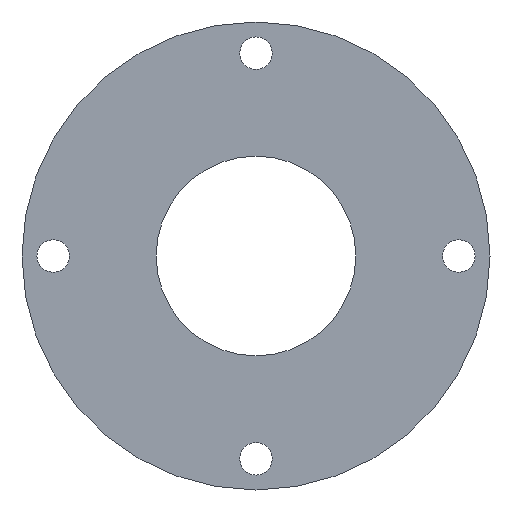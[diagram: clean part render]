
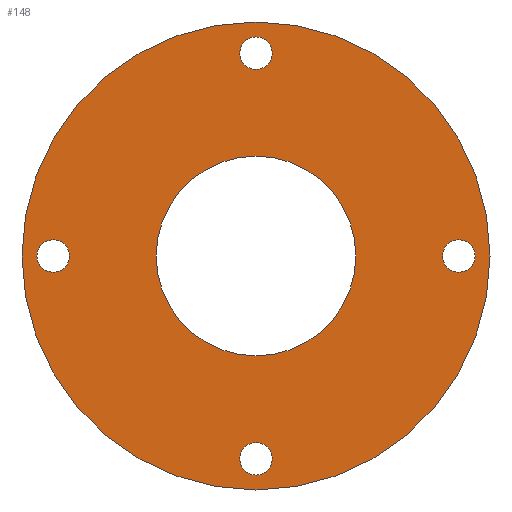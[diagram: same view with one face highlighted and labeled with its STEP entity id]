
A CAD part, left-side view. The second image highlights one B-rep face of the part: STEP entity #148.
In plain terms, the highlighted planar face has unit normal (-1, 0, 0).
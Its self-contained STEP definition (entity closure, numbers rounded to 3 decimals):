
#10 = DIRECTION ( 'NONE',  ( -1., 0., 0. ) ) ;
#12 = CARTESIAN_POINT ( 'NONE',  ( 0., 32.5, -2.6 ) ) ;
#15 = AXIS2_PLACEMENT_3D ( 'NONE', #360, #98, #248 ) ;
#19 = EDGE_CURVE ( 'NONE', #434, #399, #616, .T. ) ;
#26 = DIRECTION ( 'NONE',  ( -1., 0., 0. ) ) ;
#37 = FACE_OUTER_BOUND ( 'NONE', #491, .T. ) ;
#51 = CIRCLE ( 'NONE', #348, 2.6 ) ;
#54 = VERTEX_POINT ( 'NONE', #12 ) ;
#57 = CARTESIAN_POINT ( 'NONE',  ( 0., -32.5, -2.6 ) ) ;
#61 = AXIS2_PLACEMENT_3D ( 'NONE', #547, #342, #596 ) ;
#67 = DIRECTION ( 'NONE',  ( 0., 0., 1. ) ) ;
#68 = VERTEX_POINT ( 'NONE', #57 ) ;
#72 = VERTEX_POINT ( 'NONE', #376 ) ;
#90 = VERTEX_POINT ( 'NONE', #112 ) ;
#94 = EDGE_LOOP ( 'NONE', ( #301, #242 ) ) ;
#98 = DIRECTION ( 'NONE',  ( -1., 0., 0. ) ) ;
#99 = FACE_BOUND ( 'NONE', #321, .T. ) ;
#104 = ORIENTED_EDGE ( 'NONE', *, *, #634, .F. ) ;
#112 = CARTESIAN_POINT ( 'NONE',  ( 0., 0., 16. ) ) ;
#115 = AXIS2_PLACEMENT_3D ( 'NONE', #633, #10, #370 ) ;
#120 = EDGE_CURVE ( 'NONE', #409, #72, #478, .T. ) ;
#121 = CARTESIAN_POINT ( 'NONE',  ( 0., 32.5, 0. ) ) ;
#128 = CARTESIAN_POINT ( 'NONE',  ( 0., 0., 0. ) ) ;
#132 = CARTESIAN_POINT ( 'NONE',  ( 0., 0., -32.5 ) ) ;
#138 = DIRECTION ( 'NONE',  ( 0., 0., 1. ) ) ;
#139 = CIRCLE ( 'NONE', #303, 16. ) ;
#140 = AXIS2_PLACEMENT_3D ( 'NONE', #394, #460, #138 ) ;
#148 = ADVANCED_FACE ( 'NONE', ( #470, #37, #213, #667, #425, #99 ), #222, .F. ) ;
#149 = EDGE_CURVE ( 'NONE', #530, #54, #351, .T. ) ;
#160 = EDGE_LOOP ( 'NONE', ( #556, #393 ) ) ;
#165 = ORIENTED_EDGE ( 'NONE', *, *, #527, .F. ) ;
#171 = EDGE_CURVE ( 'NONE', #54, #530, #51, .T. ) ;
#172 = VERTEX_POINT ( 'NONE', #495 ) ;
#178 = CARTESIAN_POINT ( 'NONE',  ( 0., 0., -37.5 ) ) ;
#181 = DIRECTION ( 'NONE',  ( 0., 0., 1. ) ) ;
#184 = DIRECTION ( 'NONE',  ( 0., 0., 1. ) ) ;
#188 = DIRECTION ( 'NONE',  ( -1., 0., 0. ) ) ;
#189 = EDGE_CURVE ( 'NONE', #172, #459, #661, .T. ) ;
#195 = EDGE_CURVE ( 'NONE', #459, #172, #512, .T. ) ;
#207 = DIRECTION ( 'NONE',  ( 0., 0., 1. ) ) ;
#213 = FACE_BOUND ( 'NONE', #624, .T. ) ;
#218 = CIRCLE ( 'NONE', #315, 2.6 ) ;
#222 = PLANE ( 'NONE',  #570 ) ;
#230 = DIRECTION ( 'NONE',  ( -1., 0., 0. ) ) ;
#232 = CARTESIAN_POINT ( 'NONE',  ( 0., 0., 32.5 ) ) ;
#242 = ORIENTED_EDGE ( 'NONE', *, *, #195, .F. ) ;
#248 = DIRECTION ( 'NONE',  ( 0., 0., 1. ) ) ;
#253 = CARTESIAN_POINT ( 'NONE',  ( 0., 32.5, 2.6 ) ) ;
#257 = CARTESIAN_POINT ( 'NONE',  ( 0., 0., 0. ) ) ;
#261 = DIRECTION ( 'NONE',  ( -1., 0., 0. ) ) ;
#281 = AXIS2_PLACEMENT_3D ( 'NONE', #232, #188, #184 ) ;
#282 = DIRECTION ( 'NONE',  ( 0., 0., -1. ) ) ;
#300 = AXIS2_PLACEMENT_3D ( 'NONE', #128, #230, #451 ) ;
#301 = ORIENTED_EDGE ( 'NONE', *, *, #189, .F. ) ;
#303 = AXIS2_PLACEMENT_3D ( 'NONE', #257, #628, #207 ) ;
#307 = AXIS2_PLACEMENT_3D ( 'NONE', #585, #261, #590 ) ;
#314 = CIRCLE ( 'NONE', #15, 2.6 ) ;
#315 = AXIS2_PLACEMENT_3D ( 'NONE', #525, #419, #424 ) ;
#321 = EDGE_LOOP ( 'NONE', ( #421, #165 ) ) ;
#329 = DIRECTION ( 'NONE',  ( 0., 0., 1. ) ) ;
#336 = EDGE_CURVE ( 'NONE', #538, #90, #588, .T. ) ;
#337 = CARTESIAN_POINT ( 'NONE',  ( 0., 0., 29.9 ) ) ;
#341 = ORIENTED_EDGE ( 'NONE', *, *, #515, .T. ) ;
#342 = DIRECTION ( 'NONE',  ( -1., 0., 0. ) ) ;
#348 = AXIS2_PLACEMENT_3D ( 'NONE', #121, #387, #329 ) ;
#351 = CIRCLE ( 'NONE', #61, 2.6 ) ;
#360 = CARTESIAN_POINT ( 'NONE',  ( 0., -32.5, 0. ) ) ;
#365 = CIRCLE ( 'NONE', #510, 2.6 ) ;
#370 = DIRECTION ( 'NONE',  ( 0., 0., 1. ) ) ;
#376 = CARTESIAN_POINT ( 'NONE',  ( 0., 0., 37.5 ) ) ;
#387 = DIRECTION ( 'NONE',  ( -1., 0., 0. ) ) ;
#393 = ORIENTED_EDGE ( 'NONE', *, *, #171, .F. ) ;
#394 = CARTESIAN_POINT ( 'NONE',  ( 0., 0., 32.5 ) ) ;
#399 = VERTEX_POINT ( 'NONE', #604 ) ;
#409 = VERTEX_POINT ( 'NONE', #178 ) ;
#419 = DIRECTION ( 'NONE',  ( -1., 0., 0. ) ) ;
#421 = ORIENTED_EDGE ( 'NONE', *, *, #629, .F. ) ;
#424 = DIRECTION ( 'NONE',  ( 0., 0., 1. ) ) ;
#425 = FACE_BOUND ( 'NONE', #554, .T. ) ;
#429 = CARTESIAN_POINT ( 'NONE',  ( 0., 0., -16. ) ) ;
#434 = VERTEX_POINT ( 'NONE', #606 ) ;
#437 = CARTESIAN_POINT ( 'NONE',  ( 0., 0., 0. ) ) ;
#439 = EDGE_CURVE ( 'NONE', #399, #434, #365, .T. ) ;
#441 = CARTESIAN_POINT ( 'NONE',  ( 0., 37.5, 0. ) ) ;
#451 = DIRECTION ( 'NONE',  ( 0., 0., 1. ) ) ;
#459 = VERTEX_POINT ( 'NONE', #337 ) ;
#460 = DIRECTION ( 'NONE',  ( -1., 0., 0. ) ) ;
#465 = ORIENTED_EDGE ( 'NONE', *, *, #336, .F. ) ;
#470 = FACE_BOUND ( 'NONE', #94, .T. ) ;
#478 = CIRCLE ( 'NONE', #536, 37.5 ) ;
#481 = ORIENTED_EDGE ( 'NONE', *, *, #439, .F. ) ;
#484 = CARTESIAN_POINT ( 'NONE',  ( 0., -32.5, 2.6 ) ) ;
#491 = EDGE_LOOP ( 'NONE', ( #341, #545 ) ) ;
#495 = CARTESIAN_POINT ( 'NONE',  ( 0., 0., 35.1 ) ) ;
#498 = DIRECTION ( 'NONE',  ( 1., 0., 0. ) ) ;
#508 = VERTEX_POINT ( 'NONE', #484 ) ;
#510 = AXIS2_PLACEMENT_3D ( 'NONE', #132, #26, #181 ) ;
#512 = CIRCLE ( 'NONE', #140, 2.6 ) ;
#515 = EDGE_CURVE ( 'NONE', #72, #409, #573, .T. ) ;
#525 = CARTESIAN_POINT ( 'NONE',  ( 0., -32.5, 0. ) ) ;
#527 = EDGE_CURVE ( 'NONE', #68, #508, #218, .T. ) ;
#530 = VERTEX_POINT ( 'NONE', #253 ) ;
#536 = AXIS2_PLACEMENT_3D ( 'NONE', #437, #555, #67 ) ;
#538 = VERTEX_POINT ( 'NONE', #429 ) ;
#543 = ORIENTED_EDGE ( 'NONE', *, *, #19, .F. ) ;
#545 = ORIENTED_EDGE ( 'NONE', *, *, #120, .T. ) ;
#547 = CARTESIAN_POINT ( 'NONE',  ( 0., 32.5, 0. ) ) ;
#554 = EDGE_LOOP ( 'NONE', ( #481, #543 ) ) ;
#555 = DIRECTION ( 'NONE',  ( -1., 0., 0. ) ) ;
#556 = ORIENTED_EDGE ( 'NONE', *, *, #149, .F. ) ;
#570 = AXIS2_PLACEMENT_3D ( 'NONE', #441, #498, #282 ) ;
#573 = CIRCLE ( 'NONE', #115, 37.5 ) ;
#585 = CARTESIAN_POINT ( 'NONE',  ( 0., 0., -32.5 ) ) ;
#588 = CIRCLE ( 'NONE', #300, 16. ) ;
#590 = DIRECTION ( 'NONE',  ( 0., 0., 1. ) ) ;
#596 = DIRECTION ( 'NONE',  ( 0., 0., 1. ) ) ;
#604 = CARTESIAN_POINT ( 'NONE',  ( 0., 0., -29.9 ) ) ;
#606 = CARTESIAN_POINT ( 'NONE',  ( 0., 0., -35.1 ) ) ;
#616 = CIRCLE ( 'NONE', #307, 2.6 ) ;
#624 = EDGE_LOOP ( 'NONE', ( #104, #465 ) ) ;
#628 = DIRECTION ( 'NONE',  ( -1., 0., 0. ) ) ;
#629 = EDGE_CURVE ( 'NONE', #508, #68, #314, .T. ) ;
#633 = CARTESIAN_POINT ( 'NONE',  ( 0., 0., 0. ) ) ;
#634 = EDGE_CURVE ( 'NONE', #90, #538, #139, .T. ) ;
#661 = CIRCLE ( 'NONE', #281, 2.6 ) ;
#667 = FACE_BOUND ( 'NONE', #160, .T. ) ;
